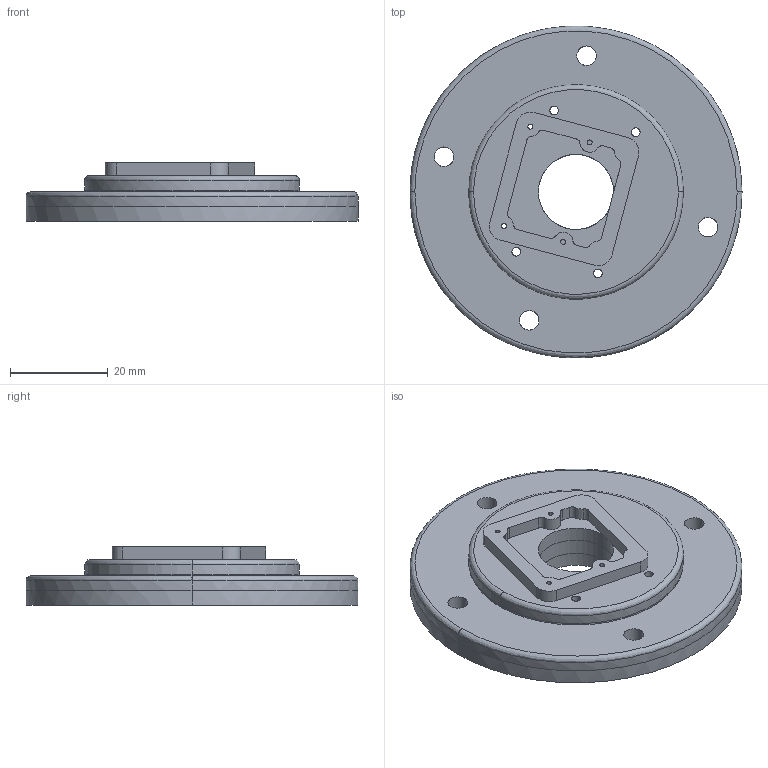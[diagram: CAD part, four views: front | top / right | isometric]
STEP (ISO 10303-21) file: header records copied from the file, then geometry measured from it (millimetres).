
FILE_DESCRIPTION(/* description */ (''),/* implementation_level */ '2;1');
FILE_NAME(/* name */ 'physarum-camera-mount-final',/* time_stamp */ '2020-02-26T11:22:20-06:00',/* author */ (''),/* organization */ (''),/* preprocessor_version */ 'ST-DEVELOPER v16.5',/* originating_system */ '',/* authorisation */ '');
FILE_SCHEMA (('AUTOMOTIVE_DESIGN'));
Length unit declared in the file: millimetre
Products named in the file (1): Document
Bounding box: 67.83 x 67.76 x 11.9 mm (x, y, z)
Volume: 20721.2 mm3; surface area: 10867.7 mm2
Topology: 1 solids, 1 shells, 110 faces, 272 edges, 170 vertices
Faces by surface type: bspline 100, plane 10
Entity records: 3886 total; most frequent: CARTESIAN_POINT 2378, ORIENTED_EDGE 544, EDGE_CURVE 272, VERTEX_POINT 170, EDGE_LOOP 138, ADVANCED_FACE 110, FACE_OUTER_BOUND 110, B_SPLINE_CURVE_WITH_KNOTS 62
